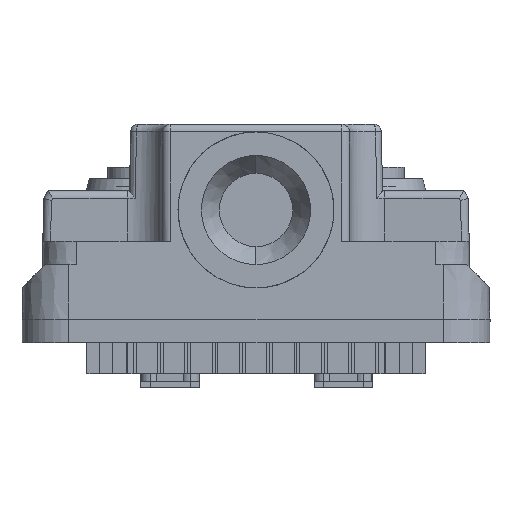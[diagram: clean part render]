
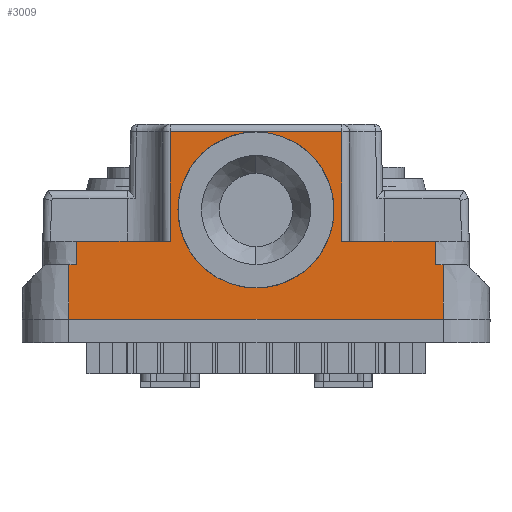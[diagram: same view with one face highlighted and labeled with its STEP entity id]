
A CAD part, left-side view. The second image highlights one B-rep face of the part: STEP entity #3009.
In plain terms, the highlighted planar face has unit normal (-1, 0, 0.018).
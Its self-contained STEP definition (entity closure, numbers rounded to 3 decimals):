
#2876=AXIS2_PLACEMENT_3D('Plane Axis2P3D',#2873,#2874,#2875) ;
#1607=CARTESIAN_POINT('Vertex',(0.,6.,8.8)) ;
#1764=CARTESIAN_POINT('Vertex',(0.,54.,8.8)) ;
#1785=CARTESIAN_POINT('Line Origine',(0.,30.,8.8)) ;
#2618=CARTESIAN_POINT('Vertex',(0.122,6.,15.8)) ;
#2621=CARTESIAN_POINT('Line Origine',(0.061,6.,12.3)) ;
#2842=CARTESIAN_POINT('Vertex',(0.122,54.,15.8)) ;
#2859=CARTESIAN_POINT('Line Origine',(0.061,54.,12.3)) ;
#2873=CARTESIAN_POINT('Axis2P3D Location',(0.,60.,8.8)) ;
#2878=CARTESIAN_POINT('Line Origine',(0.061,41.,12.3)) ;
#2882=CARTESIAN_POINT('Vertex',(0.419,41.,32.817)) ;
#2884=CARTESIAN_POINT('Vertex',(0.175,41.,18.8)) ;
#2888=CARTESIAN_POINT('Control Point',(0.175,42.,18.8)) ;
#2889=CARTESIAN_POINT('Control Point',(0.175,41.,18.8)) ;
#2890=CARTESIAN_POINT('Vertex',(0.175,42.,18.8)) ;
#2893=CARTESIAN_POINT('Line Origine',(0.175,30.,18.8)) ;
#2897=CARTESIAN_POINT('Vertex',(0.175,53.,18.8)) ;
#2900=CARTESIAN_POINT('Line Origine',(0.061,53.,12.3)) ;
#2904=CARTESIAN_POINT('Vertex',(0.122,53.,15.8)) ;
#2907=CARTESIAN_POINT('Line Origine',(0.122,30.,15.8)) ;
#2912=CARTESIAN_POINT('Line Origine',(0.122,30.,15.8)) ;
#2916=CARTESIAN_POINT('Vertex',(0.122,7.,15.8)) ;
#2919=CARTESIAN_POINT('Line Origine',(0.061,7.,12.3)) ;
#2923=CARTESIAN_POINT('Vertex',(0.175,7.,18.8)) ;
#2926=CARTESIAN_POINT('Line Origine',(0.175,30.,18.8)) ;
#2930=CARTESIAN_POINT('Vertex',(0.175,18.,18.8)) ;
#2934=CARTESIAN_POINT('Control Point',(0.175,19.,18.8)) ;
#2935=CARTESIAN_POINT('Control Point',(0.175,18.,18.8)) ;
#2936=CARTESIAN_POINT('Vertex',(0.175,19.,18.8)) ;
#2939=CARTESIAN_POINT('Line Origine',(0.061,19.,12.3)) ;
#2943=CARTESIAN_POINT('Vertex',(0.419,19.,32.817)) ;
#2946=CARTESIAN_POINT('Line Origine',(0.419,30.,32.817)) ;
#2968=CARTESIAN_POINT('Control Point',(0.419,30.,32.8)) ;
#2969=CARTESIAN_POINT('Control Point',(0.419,27.929,32.8)) ;
#2970=CARTESIAN_POINT('Control Point',(0.41,25.859,32.264)) ;
#2971=CARTESIAN_POINT('Control Point',(0.391,23.974,31.191)) ;
#2972=CARTESIAN_POINT('Control Point',(0.351,21.697,28.929)) ;
#2973=CARTESIAN_POINT('Control Point',(0.301,20.458,26.053)) ;
#2974=CARTESIAN_POINT('Control Point',(0.284,20.172,25.046)) ;
#2975=CARTESIAN_POINT('Control Point',(0.229,19.715,21.947)) ;
#2976=CARTESIAN_POINT('Control Point',(0.175,20.464,18.827)) ;
#2977=CARTESIAN_POINT('Control Point',(0.142,21.504,16.923)) ;
#2978=CARTESIAN_POINT('Control Point',(0.1,23.776,14.554)) ;
#2979=CARTESIAN_POINT('Control Point',(0.078,26.71,13.259)) ;
#2980=CARTESIAN_POINT('Control Point',(0.072,27.788,12.953)) ;
#2981=CARTESIAN_POINT('Control Point',(0.07,28.894,12.8)) ;
#2982=CARTESIAN_POINT('Control Point',(0.07,30.,12.8)) ;
#2983=CARTESIAN_POINT('Vertex',(0.419,30.,32.8)) ;
#2985=CARTESIAN_POINT('Vertex',(0.07,30.,12.8)) ;
#2989=CARTESIAN_POINT('Control Point',(0.07,30.,12.8)) ;
#2990=CARTESIAN_POINT('Control Point',(0.07,32.071,12.8)) ;
#2991=CARTESIAN_POINT('Control Point',(0.079,34.141,13.336)) ;
#2992=CARTESIAN_POINT('Control Point',(0.098,36.026,14.409)) ;
#2993=CARTESIAN_POINT('Control Point',(0.137,38.303,16.671)) ;
#2994=CARTESIAN_POINT('Control Point',(0.188,39.542,19.547)) ;
#2995=CARTESIAN_POINT('Control Point',(0.205,39.828,20.554)) ;
#2996=CARTESIAN_POINT('Control Point',(0.259,40.285,23.653)) ;
#2997=CARTESIAN_POINT('Control Point',(0.314,39.536,26.773)) ;
#2998=CARTESIAN_POINT('Control Point',(0.347,38.496,28.677)) ;
#2999=CARTESIAN_POINT('Control Point',(0.388,36.224,31.046)) ;
#3000=CARTESIAN_POINT('Control Point',(0.411,33.29,32.341)) ;
#3001=CARTESIAN_POINT('Control Point',(0.416,32.212,32.647)) ;
#3002=CARTESIAN_POINT('Control Point',(0.419,31.106,32.8)) ;
#3003=CARTESIAN_POINT('Control Point',(0.419,30.,32.8)) ;
#1786=DIRECTION('Vector Direction',(0.,1.,0.)) ;
#2622=DIRECTION('Vector Direction',(-0.017,0.,-1.)) ;
#2860=DIRECTION('Vector Direction',(-0.017,0.,-1.)) ;
#2874=DIRECTION('Axis2P3D Direction',(1.,0.,-0.017)) ;
#2875=DIRECTION('Axis2P3D XDirection',(0.,-1.,0.)) ;
#2879=DIRECTION('Vector Direction',(-0.017,0.,-1.)) ;
#2894=DIRECTION('Vector Direction',(0.,-1.,0.)) ;
#2901=DIRECTION('Vector Direction',(-0.017,0.,-1.)) ;
#2908=DIRECTION('Vector Direction',(0.,-1.,0.)) ;
#2913=DIRECTION('Vector Direction',(0.,-1.,0.)) ;
#2920=DIRECTION('Vector Direction',(-0.017,0.,-1.)) ;
#2927=DIRECTION('Vector Direction',(0.,-1.,0.)) ;
#2940=DIRECTION('Vector Direction',(-0.017,0.,-1.)) ;
#2947=DIRECTION('Vector Direction',(0.,-1.,0.)) ;
#1787=VECTOR('Line Direction',#1786,1.) ;
#2623=VECTOR('Line Direction',#2622,1.) ;
#2861=VECTOR('Line Direction',#2860,1.) ;
#2880=VECTOR('Line Direction',#2879,1.) ;
#2895=VECTOR('Line Direction',#2894,1.) ;
#2902=VECTOR('Line Direction',#2901,1.) ;
#2909=VECTOR('Line Direction',#2908,1.) ;
#2914=VECTOR('Line Direction',#2913,1.) ;
#2921=VECTOR('Line Direction',#2920,1.) ;
#2928=VECTOR('Line Direction',#2927,1.) ;
#2941=VECTOR('Line Direction',#2940,1.) ;
#2948=VECTOR('Line Direction',#2947,1.) ;
#2952=ORIENTED_EDGE('',*,*,#2886,.T.) ;
#2953=ORIENTED_EDGE('',*,*,#2892,.F.) ;
#2954=ORIENTED_EDGE('',*,*,#2899,.T.) ;
#2955=ORIENTED_EDGE('',*,*,#2906,.F.) ;
#2956=ORIENTED_EDGE('',*,*,#2911,.F.) ;
#2957=ORIENTED_EDGE('',*,*,#2863,.F.) ;
#2958=ORIENTED_EDGE('',*,*,#1789,.T.) ;
#2959=ORIENTED_EDGE('',*,*,#2625,.T.) ;
#2960=ORIENTED_EDGE('',*,*,#2918,.F.) ;
#2961=ORIENTED_EDGE('',*,*,#2925,.T.) ;
#2962=ORIENTED_EDGE('',*,*,#2932,.F.) ;
#2963=ORIENTED_EDGE('',*,*,#2938,.F.) ;
#2964=ORIENTED_EDGE('',*,*,#2945,.F.) ;
#2965=ORIENTED_EDGE('',*,*,#2950,.F.) ;
#3006=ORIENTED_EDGE('',*,*,#2987,.T.) ;
#3007=ORIENTED_EDGE('',*,*,#3004,.T.) ;
#3008=FACE_BOUND('',#3005,.T.) ;
#3009=ADVANCED_FACE('Hauptk\X2\00F6\X0\rper',(#2966,#3008),#2877,.F.) ;
#2887=B_SPLINE_CURVE_WITH_KNOTS('',1,(#2888,#2889),.UNSPECIFIED.,.F.,.U.,(2,2),(-0.5,0.5),.UNSPECIFIED.) ;
#2933=B_SPLINE_CURVE_WITH_KNOTS('',1,(#2934,#2935),.UNSPECIFIED.,.F.,.U.,(2,2),(-0.5,0.5),.UNSPECIFIED.) ;
#2967=B_SPLINE_CURVE_WITH_KNOTS('',5,(#2968,#2969,#2970,#2971,#2972,#2973,#2974,#2975,#2976,#2977,#2978,#2979,#2980,#2981,#2982),.UNSPECIFIED.,.F.,.U.,(6,3,3,3,6),(0.,14.642,21.965,36.61,44.432),.UNSPECIFIED.) ;
#2988=B_SPLINE_CURVE_WITH_KNOTS('',5,(#2989,#2990,#2991,#2992,#2993,#2994,#2995,#2996,#2997,#2998,#2999,#3000,#3001,#3002,#3003),.UNSPECIFIED.,.F.,.U.,(6,3,3,3,6),(0.,14.642,21.965,36.61,44.432),.UNSPECIFIED.) ;
#1789=EDGE_CURVE('',#1765,#1608,#1788,.F.) ;
#2625=EDGE_CURVE('',#1608,#2619,#2624,.F.) ;
#2863=EDGE_CURVE('',#1765,#2843,#2862,.F.) ;
#2886=EDGE_CURVE('',#2883,#2885,#2881,.T.) ;
#2892=EDGE_CURVE('',#2891,#2885,#2887,.T.) ;
#2899=EDGE_CURVE('',#2891,#2898,#2896,.F.) ;
#2906=EDGE_CURVE('',#2905,#2898,#2903,.F.) ;
#2911=EDGE_CURVE('',#2843,#2905,#2910,.T.) ;
#2918=EDGE_CURVE('',#2917,#2619,#2915,.T.) ;
#2925=EDGE_CURVE('',#2917,#2924,#2922,.F.) ;
#2932=EDGE_CURVE('',#2931,#2924,#2929,.T.) ;
#2938=EDGE_CURVE('',#2937,#2931,#2933,.T.) ;
#2945=EDGE_CURVE('',#2944,#2937,#2942,.T.) ;
#2950=EDGE_CURVE('',#2883,#2944,#2949,.T.) ;
#2987=EDGE_CURVE('',#2984,#2986,#2967,.T.) ;
#3004=EDGE_CURVE('',#2986,#2984,#2988,.T.) ;
#2951=EDGE_LOOP('',(#2952,#2953,#2954,#2955,#2956,#2957,#2958,#2959,#2960,#2961,#2962,#2963,#2964,#2965)) ;
#3005=EDGE_LOOP('',(#3006,#3007)) ;
#2966=FACE_OUTER_BOUND('',#2951,.T.) ;
#1788=LINE('Line',#1785,#1787) ;
#2624=LINE('Line',#2621,#2623) ;
#2862=LINE('Line',#2859,#2861) ;
#2881=LINE('Line',#2878,#2880) ;
#2896=LINE('Line',#2893,#2895) ;
#2903=LINE('Line',#2900,#2902) ;
#2910=LINE('Line',#2907,#2909) ;
#2915=LINE('Line',#2912,#2914) ;
#2922=LINE('Line',#2919,#2921) ;
#2929=LINE('Line',#2926,#2928) ;
#2942=LINE('Line',#2939,#2941) ;
#2949=LINE('Line',#2946,#2948) ;
#2877=PLANE('',#2876) ;
#1608=VERTEX_POINT('',#1607) ;
#1765=VERTEX_POINT('',#1764) ;
#2619=VERTEX_POINT('',#2618) ;
#2843=VERTEX_POINT('',#2842) ;
#2883=VERTEX_POINT('',#2882) ;
#2885=VERTEX_POINT('',#2884) ;
#2891=VERTEX_POINT('',#2890) ;
#2898=VERTEX_POINT('',#2897) ;
#2905=VERTEX_POINT('',#2904) ;
#2917=VERTEX_POINT('',#2916) ;
#2924=VERTEX_POINT('',#2923) ;
#2931=VERTEX_POINT('',#2930) ;
#2937=VERTEX_POINT('',#2936) ;
#2944=VERTEX_POINT('',#2943) ;
#2984=VERTEX_POINT('',#2983) ;
#2986=VERTEX_POINT('',#2985) ;
